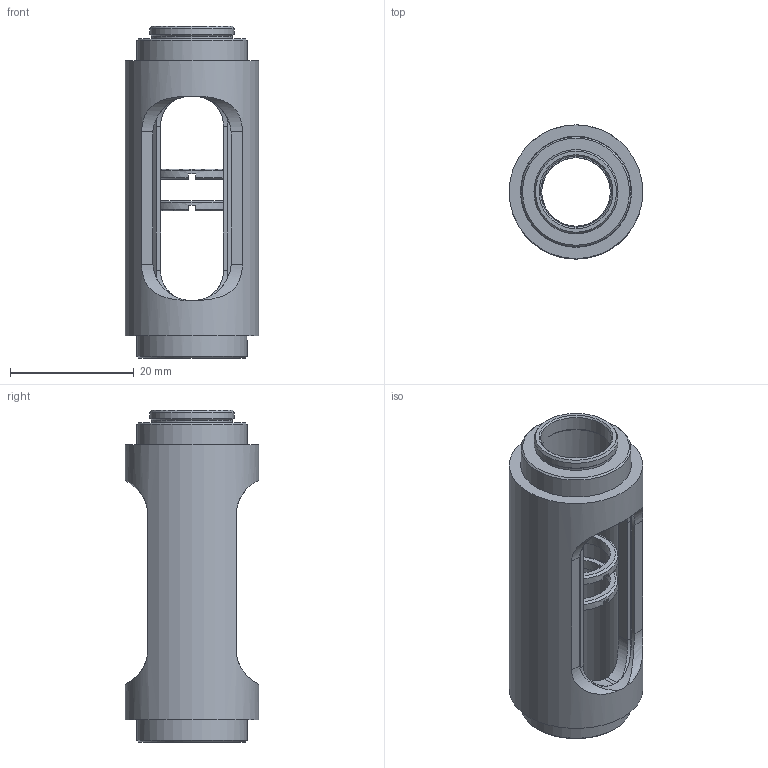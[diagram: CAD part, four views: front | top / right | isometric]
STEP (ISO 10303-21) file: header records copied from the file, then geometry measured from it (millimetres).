
FILE_DESCRIPTION(/* description */ (''),/* implementation_level */ '2;1');
FILE_NAME(/* name */ 'SM05L20C.step',/* time_stamp */ '2024-06-17T21:41:38-04:00',/* author */ (''),/* organization */ (''),/* preprocessor_version */ 'ST-DEVELOPER v20',/* originating_system */ 'Autodesk Translation Framework v12.20.1.177',/* authorisation */ '');
FILE_SCHEMA (('AUTOMOTIVE_DESIGN { 1 0 10303 214 3 1 1 }'));
Length unit declared in the file: inch
Products named in the file (1): SM05L20C-Step
Bounding box: 21.59 x 21.59 x 53.59 mm (x, y, z)
Volume: 7430.5 mm3; surface area: 9049.4 mm2
Topology: 4 solids, 4 shells, 382 faces, 1035 edges, 684 vertices
Faces by surface type: plane 151, bspline 150, cylinder 67, cone 14
Full cylindrical faces by diameter (mm): 11.049 x2, 11.43 x1, 13.081 x1, 13.589 x4, 14.097 x1, 17.78 x1, 17.932 x1, 21.59 x1
Entity records: 27026 total; most frequent: CARTESIAN_POINT 18307, ORIENTED_EDGE 2070, DIRECTION 1323, EDGE_CURVE 1035, VERTEX_POINT 684, LINE 513, VECTOR 513, EDGE_LOOP 421
